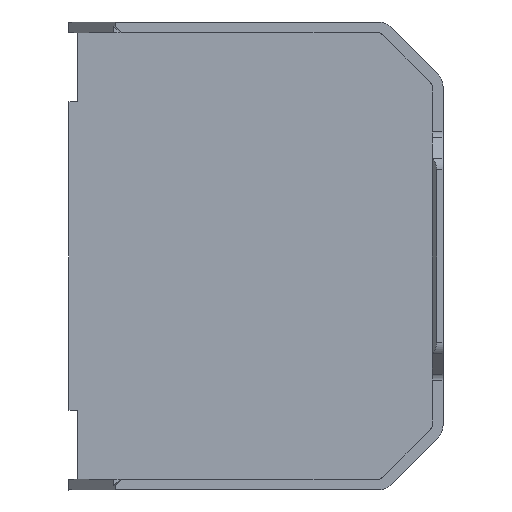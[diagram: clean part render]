
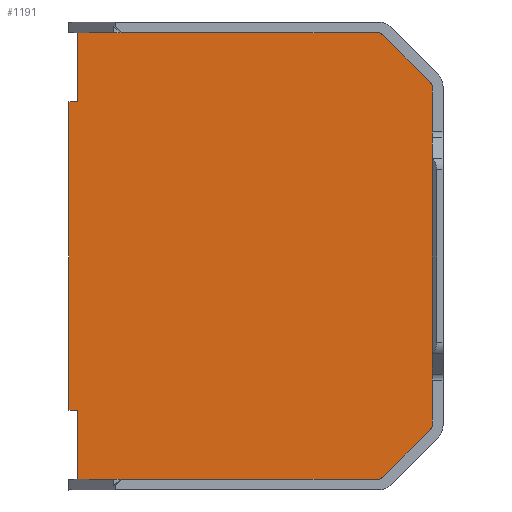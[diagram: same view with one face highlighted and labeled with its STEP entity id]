
A CAD part, front view. The second image highlights one B-rep face of the part: STEP entity #1191.
In plain terms, the highlighted planar face has unit normal (0, -1, 0).
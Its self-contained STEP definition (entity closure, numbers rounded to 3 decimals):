
#42=PLANE('',#1305);
#99=FACE_OUTER_BOUND('',#164,.T.);
#164=EDGE_LOOP('',(#902,#903,#904,#905,#906,#907,#908,#909,#910,#911,#912,
#913,#914,#915,#916,#917,#918,#919,#920));
#220=LINE('',#1807,#349);
#223=LINE('',#1815,#352);
#226=LINE('',#1823,#355);
#229=LINE('',#1831,#358);
#232=LINE('',#1837,#361);
#233=LINE('',#1840,#362);
#236=LINE('',#1847,#365);
#248=LINE('',#1869,#377);
#249=LINE('',#1872,#378);
#250=LINE('',#1874,#379);
#251=LINE('',#1876,#380);
#252=LINE('',#1877,#381);
#253=LINE('',#1879,#382);
#254=LINE('',#1881,#383);
#255=LINE('',#1882,#384);
#349=VECTOR('',#1453,10.);
#352=VECTOR('',#1462,10.);
#355=VECTOR('',#1471,10.);
#358=VECTOR('',#1480,10.);
#361=VECTOR('',#1485,10.);
#362=VECTOR('',#1488,10.);
#365=VECTOR('',#1493,10.);
#377=VECTOR('',#1509,10.);
#378=VECTOR('',#1512,10.);
#379=VECTOR('',#1513,10.);
#380=VECTOR('',#1514,10.);
#381=VECTOR('',#1515,10.);
#382=VECTOR('',#1516,10.);
#383=VECTOR('',#1517,10.);
#384=VECTOR('',#1518,10.);
#483=CIRCLE('',#1289,7.711);
#484=CIRCLE('',#1292,8.);
#485=CIRCLE('',#1295,8.);
#486=CIRCLE('',#1298,7.711);
#529=VERTEX_POINT('',#1799);
#530=VERTEX_POINT('',#1801);
#531=VERTEX_POINT('',#1805);
#532=VERTEX_POINT('',#1809);
#533=VERTEX_POINT('',#1813);
#534=VERTEX_POINT('',#1817);
#535=VERTEX_POINT('',#1821);
#536=VERTEX_POINT('',#1825);
#537=VERTEX_POINT('',#1829);
#539=VERTEX_POINT('',#1835);
#540=VERTEX_POINT('',#1839);
#541=VERTEX_POINT('',#1843);
#543=VERTEX_POINT('',#1846);
#551=VERTEX_POINT('',#1867);
#552=VERTEX_POINT('',#1871);
#553=VERTEX_POINT('',#1873);
#554=VERTEX_POINT('',#1875);
#555=VERTEX_POINT('',#1878);
#556=VERTEX_POINT('',#1880);
#652=EDGE_CURVE('',#530,#529,#483,.T.);
#655=EDGE_CURVE('',#529,#531,#220,.F.);
#657=EDGE_CURVE('',#531,#532,#484,.T.);
#659=EDGE_CURVE('',#532,#533,#223,.F.);
#661=EDGE_CURVE('',#534,#533,#485,.T.);
#663=EDGE_CURVE('',#535,#534,#226,.F.);
#665=EDGE_CURVE('',#536,#535,#486,.T.);
#667=EDGE_CURVE('',#537,#536,#229,.F.);
#670=EDGE_CURVE('',#537,#539,#232,.T.);
#671=EDGE_CURVE('',#540,#530,#233,.F.);
#674=EDGE_CURVE('',#543,#541,#236,.T.);
#686=EDGE_CURVE('',#551,#543,#248,.T.);
#687=EDGE_CURVE('',#552,#541,#249,.T.);
#688=EDGE_CURVE('',#553,#552,#250,.T.);
#689=EDGE_CURVE('',#554,#553,#251,.T.);
#690=EDGE_CURVE('',#540,#554,#252,.T.);
#691=EDGE_CURVE('',#539,#555,#253,.F.);
#692=EDGE_CURVE('',#555,#556,#254,.T.);
#693=EDGE_CURVE('',#556,#551,#255,.T.);
#902=ORIENTED_EDGE('',*,*,#674,.T.);
#903=ORIENTED_EDGE('',*,*,#687,.F.);
#904=ORIENTED_EDGE('',*,*,#688,.F.);
#905=ORIENTED_EDGE('',*,*,#689,.F.);
#906=ORIENTED_EDGE('',*,*,#690,.F.);
#907=ORIENTED_EDGE('',*,*,#671,.T.);
#908=ORIENTED_EDGE('',*,*,#652,.T.);
#909=ORIENTED_EDGE('',*,*,#655,.T.);
#910=ORIENTED_EDGE('',*,*,#657,.T.);
#911=ORIENTED_EDGE('',*,*,#659,.T.);
#912=ORIENTED_EDGE('',*,*,#661,.F.);
#913=ORIENTED_EDGE('',*,*,#663,.F.);
#914=ORIENTED_EDGE('',*,*,#665,.F.);
#915=ORIENTED_EDGE('',*,*,#667,.F.);
#916=ORIENTED_EDGE('',*,*,#670,.T.);
#917=ORIENTED_EDGE('',*,*,#691,.T.);
#918=ORIENTED_EDGE('',*,*,#692,.T.);
#919=ORIENTED_EDGE('',*,*,#693,.T.);
#920=ORIENTED_EDGE('',*,*,#686,.T.);
#1191=ADVANCED_FACE('',(#99),#42,.F.);
#1289=AXIS2_PLACEMENT_3D('',#1802,#1447,#1448);
#1292=AXIS2_PLACEMENT_3D('',#1811,#1457,#1458);
#1295=AXIS2_PLACEMENT_3D('',#1819,#1466,#1467);
#1298=AXIS2_PLACEMENT_3D('',#1827,#1475,#1476);
#1305=AXIS2_PLACEMENT_3D('',#1870,#1510,#1511);
#1447=DIRECTION('center_axis',(0.,-1.,0.));
#1448=DIRECTION('ref_axis',(0.383,0.,-0.924));
#1453=DIRECTION('',(-0.707,0.,-0.707));
#1457=DIRECTION('center_axis',(0.,-1.,0.));
#1458=DIRECTION('ref_axis',(0.924,0.,-0.383));
#1462=DIRECTION('',(0.,0.,-1.));
#1466=DIRECTION('center_axis',(0.,1.,0.));
#1467=DIRECTION('ref_axis',(0.924,0.,0.383));
#1471=DIRECTION('',(-0.707,0.,0.707));
#1475=DIRECTION('center_axis',(0.,1.,0.));
#1476=DIRECTION('ref_axis',(0.383,0.,0.924));
#1480=DIRECTION('',(-1.,0.,0.));
#1485=DIRECTION('',(0.,0.,-1.));
#1488=DIRECTION('',(-1.,0.,0.));
#1493=DIRECTION('',(0.,0.,-1.));
#1509=DIRECTION('',(0.,0.,-1.));
#1510=DIRECTION('center_axis',(0.,1.,0.));
#1511=DIRECTION('ref_axis',(-1.,0.,0.));
#1512=DIRECTION('',(-1.,0.,0.));
#1513=DIRECTION('',(0.,0.,1.));
#1514=DIRECTION('',(1.,0.,0.));
#1515=DIRECTION('',(0.,0.,1.));
#1516=DIRECTION('',(-1.,0.,0.));
#1517=DIRECTION('',(0.,0.,-1.));
#1518=DIRECTION('',(-1.,0.,0.));
#1799=CARTESIAN_POINT('',(-473.991,400.289,564.474));
#1801=CARTESIAN_POINT('',(-479.443,400.289,562.215));
#1802=CARTESIAN_POINT('Origin',(-479.443,400.289,569.926));
#1805=CARTESIAN_POINT('',(-451.805,400.289,586.66));
#1807=CARTESIAN_POINT('',(-465.115,400.289,573.35));
#1809=CARTESIAN_POINT('',(-449.461,400.289,592.317));
#1811=CARTESIAN_POINT('Origin',(-457.461,400.289,592.317));
#1813=CARTESIAN_POINT('',(-449.461,400.289,749.114));
#1815=CARTESIAN_POINT('',(-449.461,400.289,632.494));
#1817=CARTESIAN_POINT('',(-451.805,400.289,754.77));
#1819=CARTESIAN_POINT('Origin',(-457.461,400.289,749.114));
#1821=CARTESIAN_POINT('',(-473.991,400.289,776.957));
#1823=CARTESIAN_POINT('',(-465.115,400.289,768.081));
#1825=CARTESIAN_POINT('',(-479.443,400.289,779.215));
#1827=CARTESIAN_POINT('Origin',(-479.443,400.289,771.504));
#1829=CARTESIAN_POINT('',(-622.891,400.289,779.215));
#1831=CARTESIAN_POINT('',(-585.671,400.289,779.215));
#1835=CARTESIAN_POINT('',(-622.891,400.289,774.215));
#1837=CARTESIAN_POINT('',(-622.891,400.289,619.201));
#1839=CARTESIAN_POINT('',(-622.891,400.289,562.215));
#1840=CARTESIAN_POINT('',(-585.671,400.289,562.215));
#1843=CARTESIAN_POINT('',(-622.891,400.289,599.215));
#1846=CARTESIAN_POINT('',(-622.891,400.289,670.715));
#1847=CARTESIAN_POINT('',(-622.891,400.289,670.715));
#1867=CARTESIAN_POINT('',(-622.891,400.289,742.215));
#1869=CARTESIAN_POINT('',(-622.891,400.289,670.715));
#1870=CARTESIAN_POINT('Origin',(-543.601,400.289,670.715));
#1871=CARTESIAN_POINT('',(-618.741,400.289,599.215));
#1872=CARTESIAN_POINT('',(-583.171,400.289,599.215));
#1873=CARTESIAN_POINT('',(-618.741,400.289,567.215));
#1874=CARTESIAN_POINT('',(-618.741,400.289,634.465));
#1875=CARTESIAN_POINT('',(-622.891,400.289,567.215));
#1876=CARTESIAN_POINT('',(-580.671,400.289,567.215));
#1877=CARTESIAN_POINT('',(-622.891,400.289,722.229));
#1878=CARTESIAN_POINT('',(-618.741,400.289,774.215));
#1879=CARTESIAN_POINT('',(-580.671,400.289,774.215));
#1880=CARTESIAN_POINT('',(-618.741,400.289,742.215));
#1881=CARTESIAN_POINT('',(-618.741,400.289,706.965));
#1882=CARTESIAN_POINT('',(-583.171,400.289,742.215));
